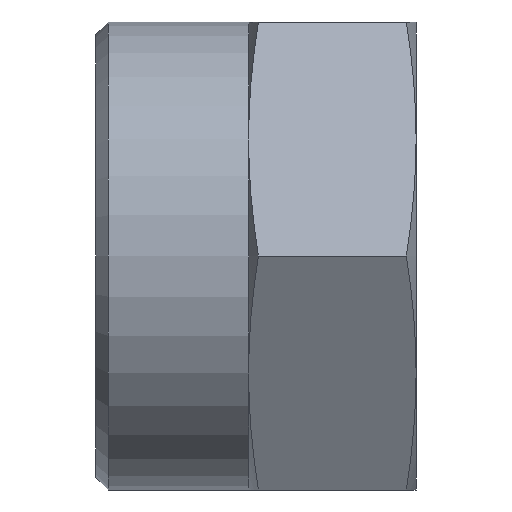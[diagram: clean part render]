
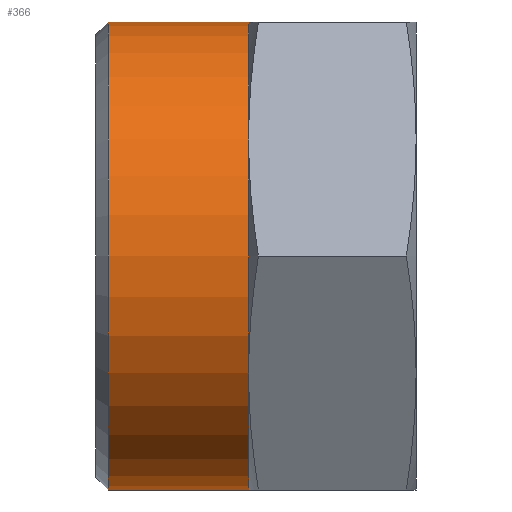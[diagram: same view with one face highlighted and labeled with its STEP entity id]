
A CAD part, front view. The second image highlights one B-rep face of the part: STEP entity #366.
In plain terms, the highlighted cylindrical face has radius 9.5 mm (diameter 19 mm), a full revolution.
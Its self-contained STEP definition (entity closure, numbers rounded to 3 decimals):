
#52=CYLINDRICAL_SURFACE('',#401,9.5);
#68=FACE_BOUND('',#111,.T.);
#78=FACE_OUTER_BOUND('',#110,.T.);
#110=EDGE_LOOP('',(#253,#254,#255,#256,#257,#258));
#111=EDGE_LOOP('',(#259));
#144=CIRCLE('',#400,9.5);
#145=CIRCLE('',#402,9.5);
#146=CIRCLE('',#403,9.5);
#147=CIRCLE('',#404,9.5);
#148=CIRCLE('',#405,9.5);
#149=CIRCLE('',#406,9.5);
#150=CIRCLE('',#407,9.5);
#165=VERTEX_POINT('',#560);
#166=VERTEX_POINT('',#563);
#167=VERTEX_POINT('',#564);
#168=VERTEX_POINT('',#566);
#169=VERTEX_POINT('',#568);
#170=VERTEX_POINT('',#570);
#171=VERTEX_POINT('',#572);
#198=EDGE_CURVE('',#165,#165,#144,.T.);
#199=EDGE_CURVE('',#166,#167,#145,.T.);
#200=EDGE_CURVE('',#168,#166,#146,.T.);
#201=EDGE_CURVE('',#169,#168,#147,.T.);
#202=EDGE_CURVE('',#170,#169,#148,.T.);
#203=EDGE_CURVE('',#171,#170,#149,.T.);
#204=EDGE_CURVE('',#167,#171,#150,.T.);
#253=ORIENTED_EDGE('',*,*,#199,.F.);
#254=ORIENTED_EDGE('',*,*,#200,.F.);
#255=ORIENTED_EDGE('',*,*,#201,.F.);
#256=ORIENTED_EDGE('',*,*,#202,.F.);
#257=ORIENTED_EDGE('',*,*,#203,.F.);
#258=ORIENTED_EDGE('',*,*,#204,.F.);
#259=ORIENTED_EDGE('',*,*,#198,.F.);
#366=ADVANCED_FACE('',(#78,#68),#52,.T.);
#400=AXIS2_PLACEMENT_3D('',#561,#459,#460);
#401=AXIS2_PLACEMENT_3D('',#562,#461,#462);
#402=AXIS2_PLACEMENT_3D('',#565,#463,#464);
#403=AXIS2_PLACEMENT_3D('',#567,#465,#466);
#404=AXIS2_PLACEMENT_3D('',#569,#467,#468);
#405=AXIS2_PLACEMENT_3D('',#571,#469,#470);
#406=AXIS2_PLACEMENT_3D('',#573,#471,#472);
#407=AXIS2_PLACEMENT_3D('',#574,#473,#474);
#459=DIRECTION('center_axis',(-1.,0.,0.));
#460=DIRECTION('ref_axis',(0.,1.,0.));
#461=DIRECTION('center_axis',(1.,0.,0.));
#462=DIRECTION('ref_axis',(0.,1.,0.));
#463=DIRECTION('center_axis',(1.,0.,0.));
#464=DIRECTION('ref_axis',(0.,0.,-1.));
#465=DIRECTION('center_axis',(1.,0.,0.));
#466=DIRECTION('ref_axis',(0.,0.,-1.));
#467=DIRECTION('center_axis',(1.,0.,0.));
#468=DIRECTION('ref_axis',(0.,0.,-1.));
#469=DIRECTION('center_axis',(1.,0.,0.));
#470=DIRECTION('ref_axis',(0.,0.,-1.));
#471=DIRECTION('center_axis',(1.,0.,0.));
#472=DIRECTION('ref_axis',(0.,0.,-1.));
#473=DIRECTION('center_axis',(1.,0.,0.));
#474=DIRECTION('ref_axis',(0.,0.,-1.));
#560=CARTESIAN_POINT('',(-12.5,-9.5,0.));
#561=CARTESIAN_POINT('Origin',(-12.5,0.,0.));
#562=CARTESIAN_POINT('Origin',(-9.9,0.,0.));
#563=CARTESIAN_POINT('',(-6.8,0.,9.5));
#564=CARTESIAN_POINT('',(-6.8,-8.227,4.75));
#565=CARTESIAN_POINT('Origin',(-6.8,0.,0.));
#566=CARTESIAN_POINT('',(-6.8,8.227,4.75));
#567=CARTESIAN_POINT('Origin',(-6.8,0.,0.));
#568=CARTESIAN_POINT('',(-6.8,8.227,-4.75));
#569=CARTESIAN_POINT('Origin',(-6.8,0.,0.));
#570=CARTESIAN_POINT('',(-6.8,0.,-9.5));
#571=CARTESIAN_POINT('Origin',(-6.8,0.,0.));
#572=CARTESIAN_POINT('',(-6.8,-8.227,-4.75));
#573=CARTESIAN_POINT('Origin',(-6.8,0.,0.));
#574=CARTESIAN_POINT('Origin',(-6.8,0.,0.));
